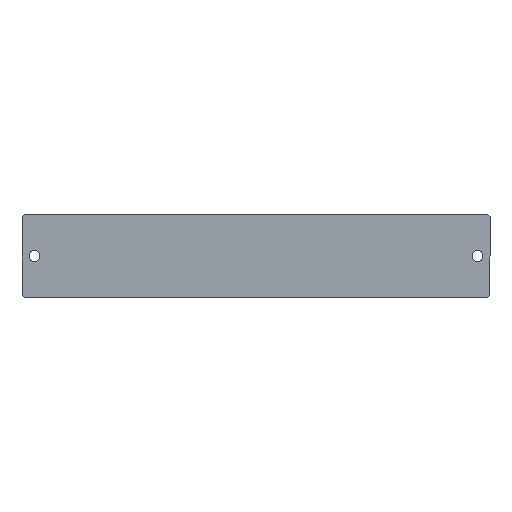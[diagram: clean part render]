
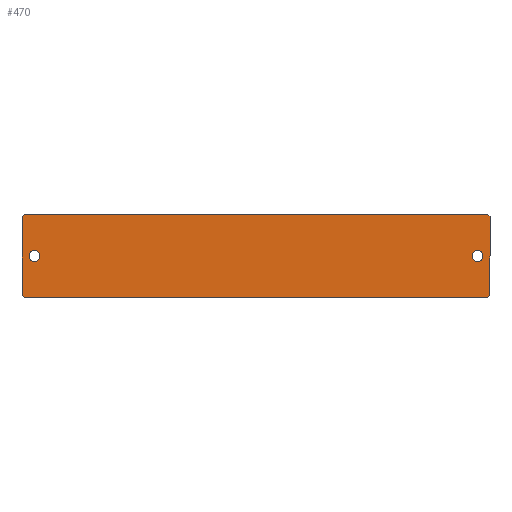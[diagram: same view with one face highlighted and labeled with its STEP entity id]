
A CAD part, top view. The second image highlights one B-rep face of the part: STEP entity #470.
In plain terms, the highlighted planar face has unit normal (0, 0, 1).
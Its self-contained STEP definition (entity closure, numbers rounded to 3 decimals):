
#4 = VECTOR ( 'NONE', #174, 1000. ) ;
#12 = VECTOR ( 'NONE', #270, 1000. ) ;
#14 = VECTOR ( 'NONE', #215, 1000. ) ;
#15 = VECTOR ( 'NONE', #217, 1000. ) ;
#16 = CIRCLE ( 'NONE', #22, 1.3 ) ;
#18 = AXIS2_PLACEMENT_3D ( 'NONE', #269, #246, #235 ) ;
#20 = VECTOR ( 'NONE', #245, 1000. ) ;
#21 = CIRCLE ( 'NONE', #18, 1.3 ) ;
#22 = AXIS2_PLACEMENT_3D ( 'NONE', #239, #274, #275 ) ;
#23 = VECTOR ( 'NONE', #188, 1000. ) ;
#29 = AXIS2_PLACEMENT_3D ( 'NONE', #226, #227, #209 ) ;
#45 = VECTOR ( 'NONE', #248, 1000. ) ;
#47 = AXIS2_PLACEMENT_3D ( 'NONE', #298, #319, #299 ) ;
#60 = CIRCLE ( 'NONE', #72, 1.3 ) ;
#66 = VECTOR ( 'NONE', #257, 1000. ) ;
#70 = CIRCLE ( 'NONE', #47, 1.3 ) ;
#72 = AXIS2_PLACEMENT_3D ( 'NONE', #310, #311, #313 ) ;
#79 = VERTEX_POINT ( 'NONE', #130 ) ;
#82 = VERTEX_POINT ( 'NONE', #123 ) ;
#83 = CARTESIAN_POINT ( 'NONE',  ( -56., -10., 3. ) ) ;
#88 = VERTEX_POINT ( 'NONE', #384 ) ;
#89 = CARTESIAN_POINT ( 'NONE',  ( -54.8, 0., 3. ) ) ;
#90 = CARTESIAN_POINT ( 'NONE',  ( -56., 10., 3. ) ) ;
#99 = VERTEX_POINT ( 'NONE', #372 ) ;
#104 = VERTEX_POINT ( 'NONE', #132 ) ;
#105 = CARTESIAN_POINT ( 'NONE',  ( 54.8, 0., 3. ) ) ;
#108 = VERTEX_POINT ( 'NONE', #109 ) ;
#109 = CARTESIAN_POINT ( 'NONE',  ( 56.5, -9.5, 3. ) ) ;
#111 = CARTESIAN_POINT ( 'NONE',  ( 56., 10., 3. ) ) ;
#112 = VERTEX_POINT ( 'NONE', #115 ) ;
#114 = VERTEX_POINT ( 'NONE', #111 ) ;
#115 = CARTESIAN_POINT ( 'NONE',  ( -56.5, 9.5, 3. ) ) ;
#121 = VERTEX_POINT ( 'NONE', #83 ) ;
#123 = CARTESIAN_POINT ( 'NONE',  ( 56., -10., 3. ) ) ;
#126 = VERTEX_POINT ( 'NONE', #89 ) ;
#127 = VERTEX_POINT ( 'NONE', #105 ) ;
#129 = VERTEX_POINT ( 'NONE', #90 ) ;
#130 = CARTESIAN_POINT ( 'NONE',  ( -56.5, -9.5, 3. ) ) ;
#132 = CARTESIAN_POINT ( 'NONE',  ( -52.2, 0., 3. ) ) ;
#169 = LINE ( 'NONE', #179, #23 ) ;
#172 = CARTESIAN_POINT ( 'NONE',  ( -0.25, -66.25, 3. ) ) ;
#174 = DIRECTION ( 'NONE',  ( 0.707, 0.707, 0. ) ) ;
#179 = CARTESIAN_POINT ( 'NONE',  ( -56.25, -9.75, 3. ) ) ;
#180 = LINE ( 'NONE', #172, #4 ) ;
#188 = DIRECTION ( 'NONE',  ( 0.707, -0.707, 0. ) ) ;
#196 = CARTESIAN_POINT ( 'NONE',  ( 9.75, 56.25, 3. ) ) ;
#209 = DIRECTION ( 'NONE',  ( 1., 0., 0. ) ) ;
#212 = LINE ( 'NONE', #222, #14 ) ;
#213 = LINE ( 'NONE', #196, #15 ) ;
#215 = DIRECTION ( 'NONE',  ( -1., 0., 0. ) ) ;
#217 = DIRECTION ( 'NONE',  ( -0.707, 0.707, 0. ) ) ;
#222 = CARTESIAN_POINT ( 'NONE',  ( -56.5, 10., 3. ) ) ;
#223 = FACE_OUTER_BOUND ( 'NONE', #432, .T. ) ;
#226 = CARTESIAN_POINT ( 'NONE',  ( -56.5, -10., 3. ) ) ;
#227 = DIRECTION ( 'NONE',  ( 0., 0., 1. ) ) ;
#228 = FACE_BOUND ( 'NONE', #447, .T. ) ;
#231 = FACE_BOUND ( 'NONE', #433, .T. ) ;
#233 = PLANE ( 'NONE',  #29 ) ;
#235 = DIRECTION ( 'NONE',  ( 1., 0., 0. ) ) ;
#237 = CARTESIAN_POINT ( 'NONE',  ( -56.5, 10., 3. ) ) ;
#239 = CARTESIAN_POINT ( 'NONE',  ( -53.5, 0., 3. ) ) ;
#245 = DIRECTION ( 'NONE',  ( 0., 1., 0. ) ) ;
#246 = DIRECTION ( 'NONE',  ( 0., 0., 1. ) ) ;
#248 = DIRECTION ( 'NONE',  ( 0., -1., 0. ) ) ;
#249 = CARTESIAN_POINT ( 'NONE',  ( -56.5, -10., 3. ) ) ;
#252 = LINE ( 'NONE', #249, #66 ) ;
#254 = CARTESIAN_POINT ( 'NONE',  ( 56.5, 10., 3. ) ) ;
#256 = LINE ( 'NONE', #265, #12 ) ;
#257 = DIRECTION ( 'NONE',  ( 1., 0., 0. ) ) ;
#262 = LINE ( 'NONE', #254, #20 ) ;
#265 = CARTESIAN_POINT ( 'NONE',  ( -66.25, -0.25, 3. ) ) ;
#269 = CARTESIAN_POINT ( 'NONE',  ( 53.5, 0., 3. ) ) ;
#270 = DIRECTION ( 'NONE',  ( -0.707, -0.707, 0. ) ) ;
#274 = DIRECTION ( 'NONE',  ( 0., 0., 1. ) ) ;
#275 = DIRECTION ( 'NONE',  ( 1., 0., 0. ) ) ;
#279 = LINE ( 'NONE', #237, #45 ) ;
#298 = CARTESIAN_POINT ( 'NONE',  ( 53.5, 0., 3. ) ) ;
#299 = DIRECTION ( 'NONE',  ( 1., 0., 0. ) ) ;
#310 = CARTESIAN_POINT ( 'NONE',  ( -53.5, 0., 3. ) ) ;
#311 = DIRECTION ( 'NONE',  ( 0., 0., 1. ) ) ;
#313 = DIRECTION ( 'NONE',  ( 1., 0., 0. ) ) ;
#319 = DIRECTION ( 'NONE',  ( 0., 0., 1. ) ) ;
#372 = CARTESIAN_POINT ( 'NONE',  ( 52.2, 0., 3. ) ) ;
#373 = ORIENTED_EDGE ( 'NONE', *, *, #486, .F. ) ;
#384 = CARTESIAN_POINT ( 'NONE',  ( 56.5, 9.5, 3. ) ) ;
#393 = ORIENTED_EDGE ( 'NONE', *, *, #498, .T. ) ;
#398 = ORIENTED_EDGE ( 'NONE', *, *, #485, .F. ) ;
#403 = ORIENTED_EDGE ( 'NONE', *, *, #481, .T. ) ;
#420 = ORIENTED_EDGE ( 'NONE', *, *, #515, .F. ) ;
#421 = ORIENTED_EDGE ( 'NONE', *, *, #462, .T. ) ;
#423 = ORIENTED_EDGE ( 'NONE', *, *, #487, .T. ) ;
#432 = EDGE_LOOP ( 'NONE', ( #403, #448, #435, #439, #393, #421, #423, #436 ) ) ;
#433 = EDGE_LOOP ( 'NONE', ( #398, #445 ) ) ;
#435 = ORIENTED_EDGE ( 'NONE', *, *, #474, .T. ) ;
#436 = ORIENTED_EDGE ( 'NONE', *, *, #458, .T. ) ;
#439 = ORIENTED_EDGE ( 'NONE', *, *, #482, .T. ) ;
#445 = ORIENTED_EDGE ( 'NONE', *, *, #512, .F. ) ;
#447 = EDGE_LOOP ( 'NONE', ( #373, #420 ) ) ;
#448 = ORIENTED_EDGE ( 'NONE', *, *, #467, .T. ) ;
#458 = EDGE_CURVE ( 'NONE', #82, #108, #180, .T. ) ;
#462 = EDGE_CURVE ( 'NONE', #79, #121, #169, .T. ) ;
#467 = EDGE_CURVE ( 'NONE', #88, #114, #213, .T. ) ;
#470 = ADVANCED_FACE ( 'NONE', ( #228, #231, #223 ), #233, .T. ) ;
#474 = EDGE_CURVE ( 'NONE', #114, #129, #212, .T. ) ;
#481 = EDGE_CURVE ( 'NONE', #108, #88, #262, .T. ) ;
#482 = EDGE_CURVE ( 'NONE', #129, #112, #256, .T. ) ;
#485 = EDGE_CURVE ( 'NONE', #127, #99, #21, .T. ) ;
#486 = EDGE_CURVE ( 'NONE', #104, #126, #16, .T. ) ;
#487 = EDGE_CURVE ( 'NONE', #121, #82, #252, .T. ) ;
#498 = EDGE_CURVE ( 'NONE', #112, #79, #279, .T. ) ;
#512 = EDGE_CURVE ( 'NONE', #99, #127, #70, .T. ) ;
#515 = EDGE_CURVE ( 'NONE', #126, #104, #60, .T. ) ;
